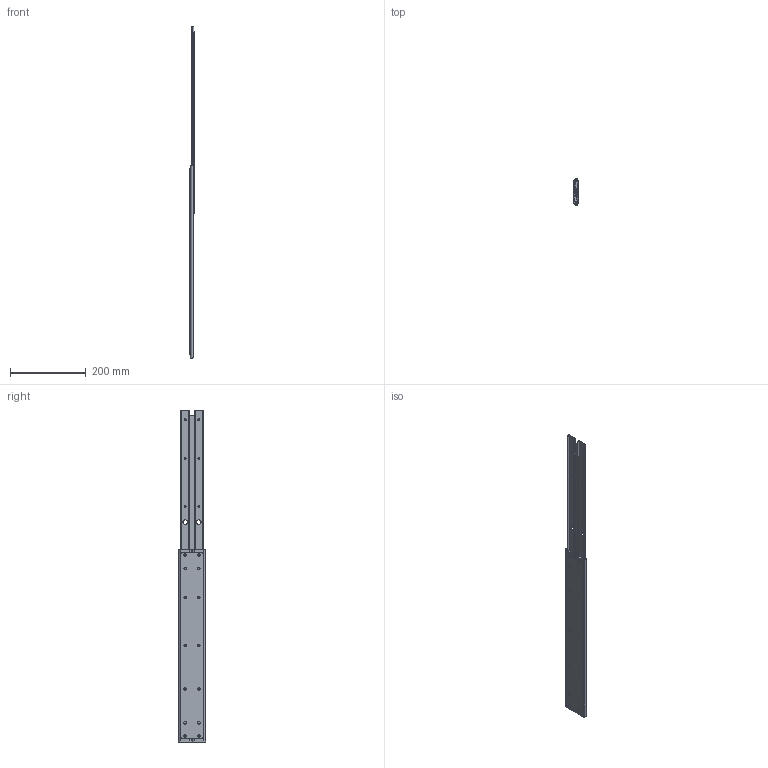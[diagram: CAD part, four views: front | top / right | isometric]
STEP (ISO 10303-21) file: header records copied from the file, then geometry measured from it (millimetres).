
FILE_DESCRIPTION (( 'STEP AP203' ), '1' );
FILE_NAME ('3561-20.step', '2021-03-10T08:11:32', ( '' ), ( '' ), 'SwSTEP 2.0', 'SolidWorks 2019', '' );
FILE_SCHEMA (( 'CONFIG_CONTROL_DESIGN' ));
Length unit declared in the file: millimetre
Products named in the file (5): IM 3561-20; IM-20継板  ; OM 3561-20; 3561-20; OM-20継板 
Assembly tree (6 placements, depth 2):
  3561-20
    OM 3561-20  x2
    OM-20継板 
    IM 3561-20  x2
    IM-20継板  
Bounding box: 12.8 x 71.4 x 874.3 mm (x, y, z)
Volume: 212204.3 mm3; surface area: 284244.6 mm2
Topology: 6 solids, 6 shells, 336 faces, 968 edges, 644 vertices
Faces by surface type: cylinder 200, plane 136
Entity records: 8121 total; most frequent: CARTESIAN_POINT 1449, DIRECTION 1328, ORIENTED_EDGE 1244, EDGE_CURVE 622, AXIS2_PLACEMENT_3D 497, VERTEX_POINT 414, VECTOR 334, LINE 334
